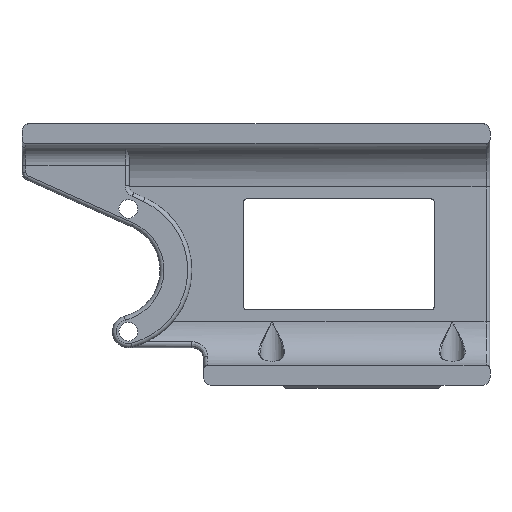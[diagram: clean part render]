
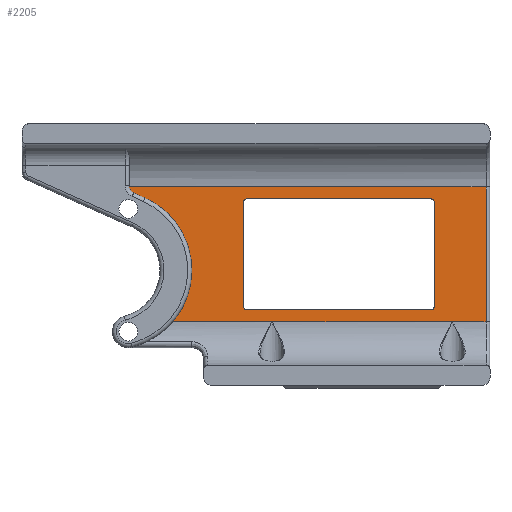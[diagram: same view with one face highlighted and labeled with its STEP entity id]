
A CAD part, front view. The second image highlights one B-rep face of the part: STEP entity #2205.
In plain terms, the highlighted planar face has unit normal (0, -1, 0).
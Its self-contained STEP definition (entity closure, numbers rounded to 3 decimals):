
#44=FACE_BOUND('',#814,.T.);
#56=PLANE('',#2359);
#130=CIRCLE('',#2357,20.);
#132=CIRCLE('',#2360,2.);
#133=CIRCLE('',#2361,1.);
#134=CIRCLE('',#2362,1.);
#135=CIRCLE('',#2363,1.);
#136=CIRCLE('',#2364,1.);
#217=LINE('',#3467,#425);
#218=LINE('',#3496,#426);
#221=LINE('',#3520,#429);
#225=LINE('',#3747,#433);
#226=LINE('',#3749,#434);
#227=LINE('',#3752,#435);
#228=LINE('',#3755,#436);
#229=LINE('',#3759,#437);
#230=LINE('',#3763,#438);
#231=LINE('',#3767,#439);
#425=VECTOR('',#2582,10.);
#426=VECTOR('',#2583,10.);
#429=VECTOR('',#2590,10.);
#433=VECTOR('',#2606,10.);
#434=VECTOR('',#2607,11.);
#435=VECTOR('',#2610,10.);
#436=VECTOR('',#2611,10.);
#437=VECTOR('',#2614,10.);
#438=VECTOR('',#2617,10.);
#439=VECTOR('',#2620,10.);
#676=FACE_OUTER_BOUND('',#813,.T.);
#813=EDGE_LOOP('',(#1551,#1552,#1553,#1554,#1555,#1556,#1557,#1558));
#814=EDGE_LOOP('',(#1559,#1560,#1561,#1562,#1563,#1564,#1565,#1566));
#986=VERTEX_POINT('',#3405);
#988=VERTEX_POINT('',#3466);
#989=VERTEX_POINT('',#3495);
#995=VERTEX_POINT('',#3518);
#1000=VERTEX_POINT('',#3738);
#1003=VERTEX_POINT('',#3746);
#1004=VERTEX_POINT('',#3748);
#1005=VERTEX_POINT('',#3750);
#1006=VERTEX_POINT('',#3753);
#1007=VERTEX_POINT('',#3754);
#1008=VERTEX_POINT('',#3756);
#1009=VERTEX_POINT('',#3758);
#1010=VERTEX_POINT('',#3760);
#1011=VERTEX_POINT('',#3762);
#1012=VERTEX_POINT('',#3764);
#1013=VERTEX_POINT('',#3766);
#1191=EDGE_CURVE('',#986,#988,#217,.T.);
#1193=EDGE_CURVE('',#988,#989,#218,.T.);
#1200=EDGE_CURVE('',#995,#986,#221,.T.);
#1207=EDGE_CURVE('',#989,#1000,#130,.T.);
#1211=EDGE_CURVE('',#1003,#995,#225,.T.);
#1212=EDGE_CURVE('',#1003,#1004,#226,.T.);
#1213=EDGE_CURVE('',#1005,#1004,#132,.T.);
#1214=EDGE_CURVE('',#1000,#1005,#227,.T.);
#1215=EDGE_CURVE('',#1006,#1007,#228,.T.);
#1216=EDGE_CURVE('',#1008,#1007,#133,.T.);
#1217=EDGE_CURVE('',#1008,#1009,#229,.T.);
#1218=EDGE_CURVE('',#1010,#1009,#134,.T.);
#1219=EDGE_CURVE('',#1010,#1011,#230,.T.);
#1220=EDGE_CURVE('',#1012,#1011,#135,.T.);
#1221=EDGE_CURVE('',#1012,#1013,#231,.T.);
#1222=EDGE_CURVE('',#1006,#1013,#136,.T.);
#1551=ORIENTED_EDGE('',*,*,#1191,.F.);
#1552=ORIENTED_EDGE('',*,*,#1200,.F.);
#1553=ORIENTED_EDGE('',*,*,#1211,.F.);
#1554=ORIENTED_EDGE('',*,*,#1212,.T.);
#1555=ORIENTED_EDGE('',*,*,#1213,.F.);
#1556=ORIENTED_EDGE('',*,*,#1214,.F.);
#1557=ORIENTED_EDGE('',*,*,#1207,.F.);
#1558=ORIENTED_EDGE('',*,*,#1193,.F.);
#1559=ORIENTED_EDGE('',*,*,#1215,.T.);
#1560=ORIENTED_EDGE('',*,*,#1216,.F.);
#1561=ORIENTED_EDGE('',*,*,#1217,.T.);
#1562=ORIENTED_EDGE('',*,*,#1218,.F.);
#1563=ORIENTED_EDGE('',*,*,#1219,.T.);
#1564=ORIENTED_EDGE('',*,*,#1220,.F.);
#1565=ORIENTED_EDGE('',*,*,#1221,.T.);
#1566=ORIENTED_EDGE('',*,*,#1222,.F.);
#2205=ADVANCED_FACE('',(#676,#44),#56,.T.);
#2357=AXIS2_PLACEMENT_3D('',#3739,#2598,#2599);
#2359=AXIS2_PLACEMENT_3D('',#3745,#2604,#2605);
#2360=AXIS2_PLACEMENT_3D('',#3751,#2608,#2609);
#2361=AXIS2_PLACEMENT_3D('',#3757,#2612,#2613);
#2362=AXIS2_PLACEMENT_3D('',#3761,#2615,#2616);
#2363=AXIS2_PLACEMENT_3D('',#3765,#2618,#2619);
#2364=AXIS2_PLACEMENT_3D('',#3768,#2621,#2622);
#2582=DIRECTION('',(-1.,0.,0.));
#2583=DIRECTION('',(-1.,0.,0.));
#2590=DIRECTION('',(-1.,0.,0.));
#2598=DIRECTION('center_axis',(0.,-1.,0.));
#2599=DIRECTION('ref_axis',(0.,0.,-1.));
#2604=DIRECTION('center_axis',(0.,-1.,0.));
#2605=DIRECTION('ref_axis',(0.,0.,-1.));
#2606=DIRECTION('',(0.,0.,-1.));
#2607=DIRECTION('',(-1.,0.,0.));
#2608=DIRECTION('center_axis',(0.,1.,0.));
#2609=DIRECTION('ref_axis',(-0.839,0.,-0.543));
#2610=DIRECTION('',(-0.912,0.,0.409));
#2611=DIRECTION('',(-1.,0.,0.));
#2612=DIRECTION('center_axis',(0.,-1.,0.));
#2613=DIRECTION('ref_axis',(-0.707,0.,-0.707));
#2614=DIRECTION('',(0.,0.,1.));
#2615=DIRECTION('center_axis',(0.,-1.,0.));
#2616=DIRECTION('ref_axis',(-0.707,0.,0.707));
#2617=DIRECTION('',(1.,0.,0.));
#2618=DIRECTION('center_axis',(0.,-1.,0.));
#2619=DIRECTION('ref_axis',(0.707,0.,0.707));
#2620=DIRECTION('',(0.,0.,-1.));
#2621=DIRECTION('center_axis',(0.,-1.,0.));
#2622=DIRECTION('ref_axis',(0.707,0.,-0.707));
#3405=CARTESIAN_POINT('',(75.5,-25.,74.096));
#3466=CARTESIAN_POINT('',(30.,-25.,74.096));
#3467=CARTESIAN_POINT('',(122.5,-25.,74.096));
#3495=CARTESIAN_POINT('',(4.999,-25.,74.096));
#3496=CARTESIAN_POINT('',(122.5,-25.,74.096));
#3518=CARTESIAN_POINT('',(84.,-25.,74.096));
#3520=CARTESIAN_POINT('',(122.5,-25.,74.096));
#3738=CARTESIAN_POINT('',(-2.011,-25.,105.343));
#3739=CARTESIAN_POINT('Origin',(-10.2,-25.,87.096));
#3745=CARTESIAN_POINT('Origin',(38.,-25.,90.018));
#3746=CARTESIAN_POINT('',(84.,-25.,108.096));
#3747=CARTESIAN_POINT('',(84.,-25.,66.096));
#3748=CARTESIAN_POINT('',(-5.972,-25.,108.096));
#3749=CARTESIAN_POINT('',(95.,-25.,108.096));
#3750=CARTESIAN_POINT('',(-4.819,-25.,106.603));
#3751=CARTESIAN_POINT('Origin',(-4.,-25.,108.428));
#3752=CARTESIAN_POINT('',(55.645,-25.,79.469));
#3753=CARTESIAN_POINT('',(70.,-25.,77.096));
#3754=CARTESIAN_POINT('',(23.8,-25.,77.096));
#3755=CARTESIAN_POINT('',(96.5,-25.,77.096));
#3756=CARTESIAN_POINT('',(22.8,-25.,78.096));
#3757=CARTESIAN_POINT('Origin',(23.8,-25.,78.096));
#3758=CARTESIAN_POINT('',(22.8,-25.,104.096));
#3759=CARTESIAN_POINT('',(22.8,-25.,75.746));
#3760=CARTESIAN_POINT('',(23.8,-25.,105.096));
#3761=CARTESIAN_POINT('Origin',(23.8,-25.,104.096));
#3762=CARTESIAN_POINT('',(70.,-25.,105.096));
#3763=CARTESIAN_POINT('',(72.9,-25.,105.096));
#3764=CARTESIAN_POINT('',(71.,-25.,104.096));
#3765=CARTESIAN_POINT('Origin',(70.,-25.,104.096));
#3766=CARTESIAN_POINT('',(71.,-25.,78.096));
#3767=CARTESIAN_POINT('',(71.,-25.,89.446));
#3768=CARTESIAN_POINT('Origin',(70.,-25.,78.096));
